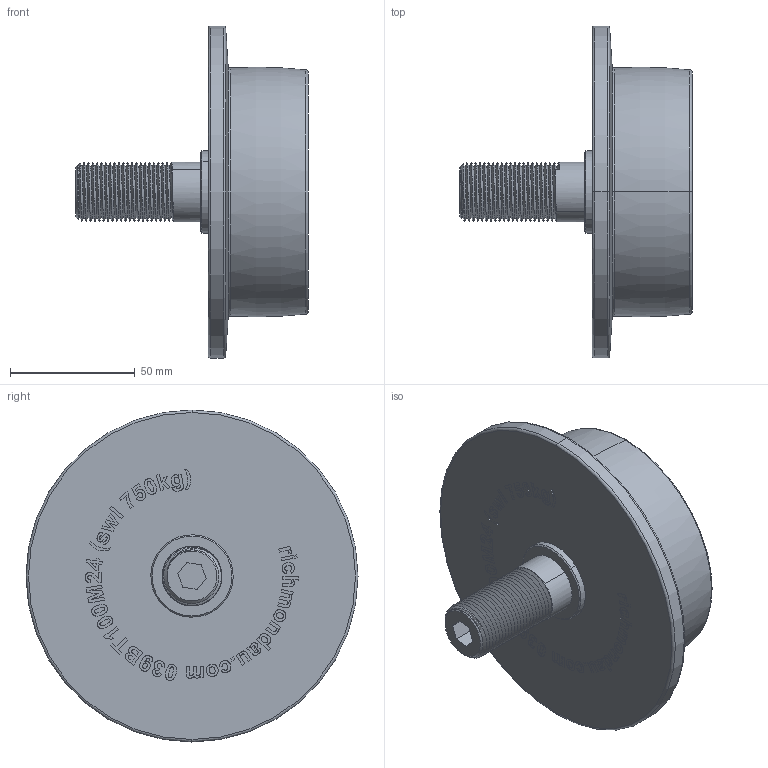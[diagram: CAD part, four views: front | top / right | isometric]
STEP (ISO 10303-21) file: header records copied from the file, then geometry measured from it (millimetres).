
FILE_DESCRIPTION (( 'STEP AP203' ), '1' );
FILE_NAME ('039BT100M24 (Solid Model).STEP', '2024-02-21T04:18:54', ( '' ), ( '' ), 'SwSTEP 2.0', 'SolidWorks 2023', '' );
FILE_SCHEMA (( 'CONFIG_CONTROL_DESIGN' ));
Length unit declared in the file: millimetre
Products named in the file (1): 039BT100M24 (Solid Model)
Bounding box: 93 x 133 x 133 mm (x, y, z)
Volume: 377639.6 mm3; surface area: 46581.6 mm2
Topology: 1 solids, 1 shells, 527 faces, 1402 edges, 929 vertices
Faces by surface type: bspline 254, plane 248, torus 12, cone 7, cylinder 6
Entity records: 30962 total; most frequent: CARTESIAN_POINT 19503, ORIENTED_EDGE 2804, DIRECTION 1476, EDGE_CURVE 1402, VERTEX_POINT 929, LINE 848, VECTOR 848, EDGE_LOOP 579
